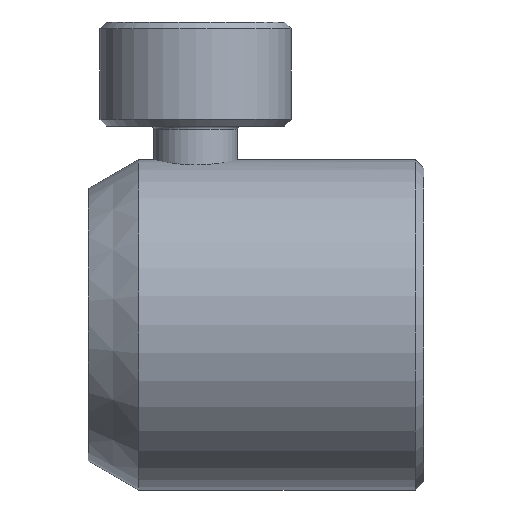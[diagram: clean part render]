
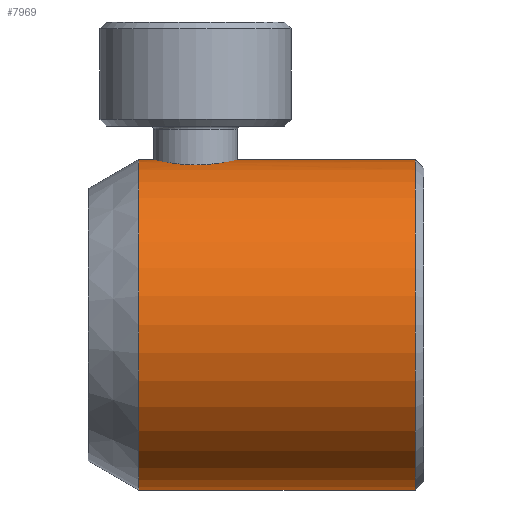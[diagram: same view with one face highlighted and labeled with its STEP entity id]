
A CAD part, left-side view. The second image highlights one B-rep face of the part: STEP entity #7969.
In plain terms, the highlighted cylindrical face has radius 12.5 mm (diameter 25 mm), a partial arc.
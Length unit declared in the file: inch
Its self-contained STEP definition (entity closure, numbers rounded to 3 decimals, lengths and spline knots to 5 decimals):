
#5531 = CARTESIAN_POINT ( 'NONE',  ( 0., -0.475, -0.49213 ) ) ;
#6055 = CARTESIAN_POINT ( 'NONE',  ( 0., 0.5, -0.49213 ) ) ;
#6056 = LINE ( 'NONE', #6055, #6072 ) ;
#6071 = DIRECTION ( 'NONE',  ( 0., -1., 0. ) ) ;
#6072 = VECTOR ( 'NONE', #6071, 39.37008 ) ;
#6074 = VECTOR ( 'NONE', #6080, 39.37008 ) ;
#6075 = LINE ( 'NONE', #6078, #6074 ) ;
#6078 = CARTESIAN_POINT ( 'NONE',  ( 0., 0.5, 0.49213 ) ) ;
#6080 = DIRECTION ( 'NONE',  ( 0., -1., 0. ) ) ;
#6089 = CARTESIAN_POINT ( 'NONE',  ( 0., -0.475, 0.49213 ) ) ;
#6880 = CARTESIAN_POINT ( 'NONE',  ( -0.07672, 0.08535, 0.48625 ) ) ;
#6881 = CARTESIAN_POINT ( 'NONE',  ( -0.06333, 0.07687, 0.48828 ) ) ;
#6882 = CARTESIAN_POINT ( 'NONE',  ( -0.03236, 0.06466, 0.49131 ) ) ;
#6883 = CARTESIAN_POINT ( 'NONE',  ( -0.01639, 0.0616, 0.49213 ) ) ;
#6885 = CARTESIAN_POINT ( 'NONE',  ( 0., 0.06158, 0.49213 ) ) ;
#6887 = B_SPLINE_CURVE_WITH_KNOTS ( 'NONE', 3,
 ( #6885, #6883, #6882, #6881, #6880, #7074, #7072, #7071, #7069, #7067, #7065, #7063, #7062, #7060, #7058, #7056, #7055, #7054, #7053, #7052, #7051, #7050, #7049, #7048 ),
 .UNSPECIFIED., .F., .F.,
 ( 4, 2, 2, 2, 2, 2, 2, 2, 2, 2, 2, 4 ),
 ( 0., 0.06248, 0.12496, 0.18744, 0.21868, 0.24992, 0.31241, 0.32803, 0.34365, 0.37489, 0.43737, 0.49985 ),
 .UNSPECIFIED. ) ;
#6891 = DIRECTION ( 'NONE',  ( 0., 0., 1. ) ) ;
#6892 = CIRCLE ( 'NONE', #7038, 0.49213 ) ;
#6911 = DIRECTION ( 'NONE',  ( 0., 1., 0. ) ) ;
#6912 = CARTESIAN_POINT ( 'NONE',  ( 0., -0.475, 0. ) ) ;
#6927 = CIRCLE ( 'NONE', #6939, 0.49213 ) ;
#6939 = AXIS2_PLACEMENT_3D ( 'NONE', #6912, #6911, #6891 ) ;
#7004 = DIRECTION ( 'NONE',  ( 0., 0., 1. ) ) ;
#7005 = DIRECTION ( 'NONE',  ( 0., -1., 0. ) ) ;
#7010 = DIRECTION ( 'NONE',  ( 0., 0., -1. ) ) ;
#7016 = CARTESIAN_POINT ( 'NONE',  ( 0., 0.35, 0. ) ) ;
#7019 = DIRECTION ( 'NONE',  ( 0., -1., 0. ) ) ;
#7021 = CARTESIAN_POINT ( 'NONE',  ( 0., 0.5, 0. ) ) ;
#7027 = AXIS2_PLACEMENT_3D ( 'NONE', #7021, #7019, #7010 ) ;
#7029 = CYLINDRICAL_SURFACE ( 'NONE', #7027, 0.49213 ) ;
#7030 = FACE_OUTER_BOUND ( 'NONE', #7816, .T. ) ;
#7038 = AXIS2_PLACEMENT_3D ( 'NONE', #7016, #7005, #7004 ) ;
#7048 = CARTESIAN_POINT ( 'NONE',  ( 0., 0.29842, 0.49213 ) ) ;
#7049 = CARTESIAN_POINT ( 'NONE',  ( -0.01639, 0.2984, 0.49213 ) ) ;
#7050 = CARTESIAN_POINT ( 'NONE',  ( -0.03243, 0.29532, 0.4913 ) ) ;
#7051 = CARTESIAN_POINT ( 'NONE',  ( -0.06332, 0.28313, 0.48828 ) ) ;
#7052 = CARTESIAN_POINT ( 'NONE',  ( -0.07675, 0.27465, 0.48625 ) ) ;
#7053 = CARTESIAN_POINT ( 'NONE',  ( -0.09409, 0.25818, 0.48308 ) ) ;
#7054 = CARTESIAN_POINT ( 'NONE',  ( -0.09921, 0.25224, 0.48204 ) ) ;
#7055 = CARTESIAN_POINT ( 'NONE',  ( -0.10592, 0.24265, 0.4806 ) ) ;
#7056 = CARTESIAN_POINT ( 'NONE',  ( -0.10799, 0.23934, 0.48014 ) ) ;
#7058 = CARTESIAN_POINT ( 'NONE',  ( -0.11182, 0.2325, 0.47926 ) ) ;
#7060 = CARTESIAN_POINT ( 'NONE',  ( -0.11355, 0.229, 0.47885 ) ) ;
#7062 = CARTESIAN_POINT ( 'NONE',  ( -0.12161, 0.21055, 0.47691 ) ) ;
#7063 = CARTESIAN_POINT ( 'NONE',  ( -0.1248, 0.19548, 0.47604 ) ) ;
#7065 = CARTESIAN_POINT ( 'NONE',  ( -0.12478, 0.1722, 0.47604 ) ) ;
#7067 = CARTESIAN_POINT ( 'NONE',  ( -0.12398, 0.16454, 0.47626 ) ) ;
#7069 = CARTESIAN_POINT ( 'NONE',  ( -0.12077, 0.14943, 0.47708 ) ) ;
#7071 = CARTESIAN_POINT ( 'NONE',  ( -0.11834, 0.14192, 0.4777 ) ) ;
#7072 = CARTESIAN_POINT ( 'NONE',  ( -0.10878, 0.12004, 0.48 ) ) ;
#7074 = CARTESIAN_POINT ( 'NONE',  ( -0.09984, 0.10726, 0.48204 ) ) ;
#7146 = CARTESIAN_POINT ( 'NONE',  ( 0., 0.29842, 0.49213 ) ) ;
#7229 = VERTEX_POINT ( 'NONE', #5531 ) ;
#7259 = EDGE_CURVE ( 'NONE', #8181, #7761, #6075, .T. ) ;
#7261 = EDGE_CURVE ( 'NONE', #8196, #7229, #6056, .T. ) ;
#7280 = VERTEX_POINT ( 'NONE', #6089 ) ;
#7423 = CARTESIAN_POINT ( 'NONE',  ( 0., 0.06158, 0.49213 ) ) ;
#7459 = EDGE_CURVE ( 'NONE', #8124, #7280, #13415, .T. ) ;
#7696 = ORIENTED_EDGE ( 'NONE', *, *, #7852, .T. ) ;
#7698 = ORIENTED_EDGE ( 'NONE', *, *, #7853, .T. ) ;
#7713 = ORIENTED_EDGE ( 'NONE', *, *, #7261, .T. ) ;
#7714 = ORIENTED_EDGE ( 'NONE', *, *, #7971, .T. ) ;
#7752 = ORIENTED_EDGE ( 'NONE', *, *, #7459, .F. ) ;
#7761 = VERTEX_POINT ( 'NONE', #7146 ) ;
#7801 = CARTESIAN_POINT ( 'NONE',  ( 0., 0.35, 0.49213 ) ) ;
#7816 = EDGE_LOOP ( 'NONE', ( #7951, #7714, #7713, #7696, #7752, #7698 ) ) ;
#7852 = EDGE_CURVE ( 'NONE', #7229, #7280, #6927, .T. ) ;
#7853 = EDGE_CURVE ( 'NONE', #8124, #7761, #6887, .T. ) ;
#7897 = CARTESIAN_POINT ( 'NONE',  ( 0., 0.35, -0.49213 ) ) ;
#7951 = ORIENTED_EDGE ( 'NONE', *, *, #7259, .F. ) ;
#7969 = ADVANCED_FACE ( 'NONE', ( #7030 ), #7029, .T. ) ;
#7971 = EDGE_CURVE ( 'NONE', #8181, #8196, #6892, .T. ) ;
#8124 = VERTEX_POINT ( 'NONE', #7423 ) ;
#8181 = VERTEX_POINT ( 'NONE', #7801 ) ;
#8196 = VERTEX_POINT ( 'NONE', #7897 ) ;
#13341 = DIRECTION ( 'NONE',  ( 0., -1., 0. ) ) ;
#13342 = CARTESIAN_POINT ( 'NONE',  ( 0., 0.5, 0.49213 ) ) ;
#13407 = VECTOR ( 'NONE', #13341, 39.37008 ) ;
#13415 = LINE ( 'NONE', #13342, #13407 ) ;
